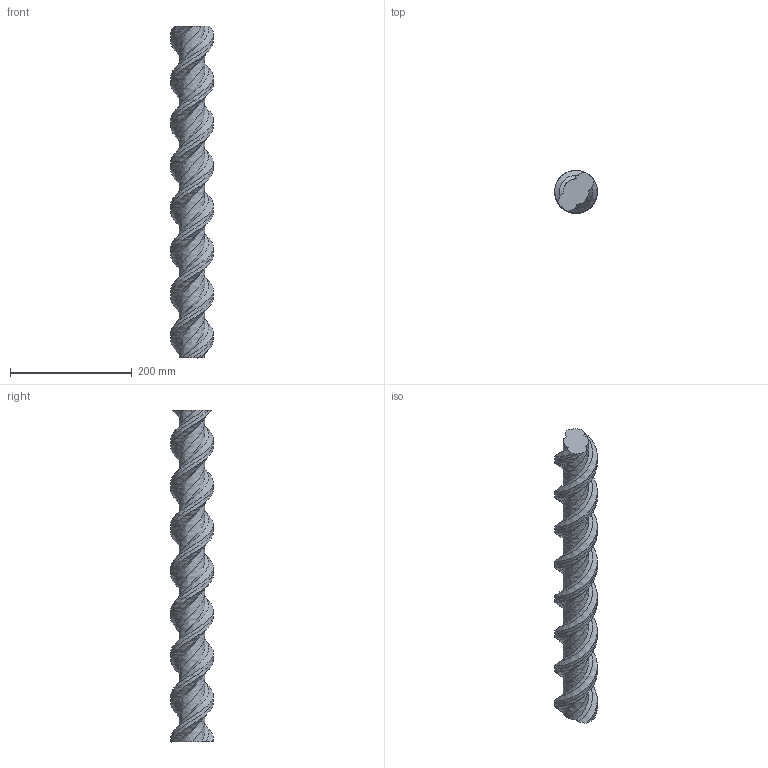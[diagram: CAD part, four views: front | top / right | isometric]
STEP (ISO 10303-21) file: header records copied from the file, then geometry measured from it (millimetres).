
FILE_DESCRIPTION(('Open CASCADE Model'),'2;1');
FILE_NAME('Open CASCADE Shape Model','2025-03-18T15:45:24',('Author'),( 'Open CASCADE'),'Open CASCADE STEP processor 7.7','Open CASCADE 7.7' ,'Unknown');
FILE_SCHEMA(('AUTOMOTIVE_DESIGN { 1 0 10303 214 1 1 1 1 }'));
Length unit declared in the file: millimetre
Products named in the file (1): Open CASCADE STEP translator 7.7 42
Bounding box: 70 x 70 x 544.6 mm (x, y, z)
Volume: 1217051.1 mm3; surface area: 121463.1 mm2
Topology: 1 solids, 1 shells, 18 faces, 48 edges, 32 vertices
Faces by surface type: bspline 16, plane 2
Entity records: 23586 total; most frequent: CARTESIAN_POINT 22931, ORIENTED_EDGE 96, PCURVE 96, DEFINITIONAL_REPRESENTATION 96, DIRECTION 54, EDGE_CURVE 48, SURFACE_CURVE 48, LINE 48
